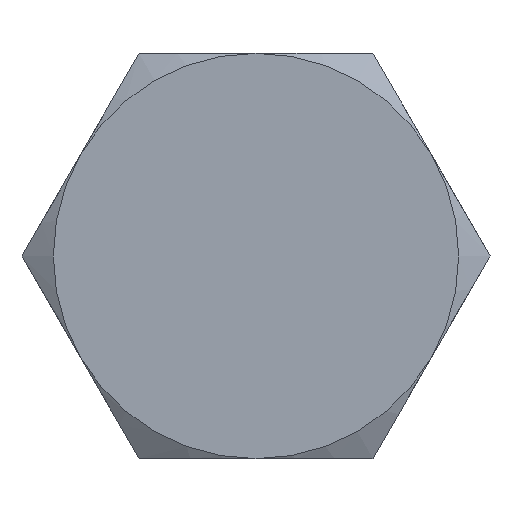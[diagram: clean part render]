
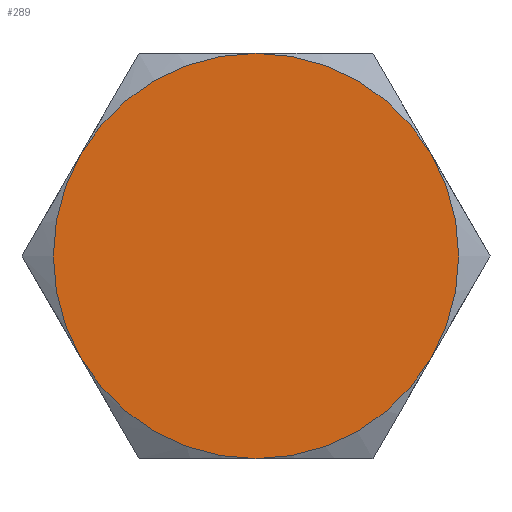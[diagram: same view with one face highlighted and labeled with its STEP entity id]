
A CAD part, left-side view. The second image highlights one B-rep face of the part: STEP entity #289.
In plain terms, the highlighted planar face has unit normal (-1, 0, 0).
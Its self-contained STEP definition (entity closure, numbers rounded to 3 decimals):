
#3 = VERTEX_POINT ( 'NONE', #713 ) ;
#10 = CIRCLE ( 'NONE', #404, 8.5 ) ;
#18 = CIRCLE ( 'NONE', #704, 8.5 ) ;
#23 = ORIENTED_EDGE ( 'NONE', *, *, #320, .F. ) ;
#32 = CARTESIAN_POINT ( 'NONE',  ( 0., 0., 0. ) ) ;
#39 = CARTESIAN_POINT ( 'NONE',  ( 0., -7.361, 4.25 ) ) ;
#65 = CARTESIAN_POINT ( 'NONE',  ( 0., 7.361, -4.25 ) ) ;
#79 = AXIS2_PLACEMENT_3D ( 'NONE', #209, #301, #369 ) ;
#82 = CARTESIAN_POINT ( 'NONE',  ( 0., 0., 0. ) ) ;
#102 = DIRECTION ( 'NONE',  ( 1., 0., 0. ) ) ;
#117 = EDGE_CURVE ( 'NONE', #374, #251, #611, .T. ) ;
#156 = PLANE ( 'NONE',  #79 ) ;
#163 = AXIS2_PLACEMENT_3D ( 'NONE', #645, #702, #217 ) ;
#165 = DIRECTION ( 'NONE',  ( 0., 0., -1. ) ) ;
#170 = ORIENTED_EDGE ( 'NONE', *, *, #205, .F. ) ;
#173 = CARTESIAN_POINT ( 'NONE',  ( 0., 0., 0. ) ) ;
#205 = EDGE_CURVE ( 'NONE', #326, #496, #567, .T. ) ;
#209 = CARTESIAN_POINT ( 'NONE',  ( 0., 9.815, 0. ) ) ;
#214 = DIRECTION ( 'NONE',  ( 1., 0., 0. ) ) ;
#217 = DIRECTION ( 'NONE',  ( 0., 0., 1. ) ) ;
#221 = DIRECTION ( 'NONE',  ( 1., 0., 0. ) ) ;
#234 = EDGE_LOOP ( 'NONE', ( #170, #775, #417, #23, #761, #733 ) ) ;
#251 = VERTEX_POINT ( 'NONE', #263 ) ;
#263 = CARTESIAN_POINT ( 'NONE',  ( 0., -7.361, -4.25 ) ) ;
#264 = CARTESIAN_POINT ( 'NONE',  ( 0., 7.361, 4.25 ) ) ;
#289 = ADVANCED_FACE ( 'NONE', ( #671 ), #156, .F. ) ;
#301 = DIRECTION ( 'NONE',  ( 1., 0., 0. ) ) ;
#320 = EDGE_CURVE ( 'NONE', #3, #374, #10, .T. ) ;
#324 = CARTESIAN_POINT ( 'NONE',  ( 0., 0., -8.5 ) ) ;
#326 = VERTEX_POINT ( 'NONE', #324 ) ;
#335 = EDGE_CURVE ( 'NONE', #251, #326, #341, .T. ) ;
#341 = CIRCLE ( 'NONE', #383, 8.5 ) ;
#369 = DIRECTION ( 'NONE',  ( 0., 0., -1. ) ) ;
#374 = VERTEX_POINT ( 'NONE', #39 ) ;
#383 = AXIS2_PLACEMENT_3D ( 'NONE', #82, #214, #578 ) ;
#404 = AXIS2_PLACEMENT_3D ( 'NONE', #412, #703, #766 ) ;
#412 = CARTESIAN_POINT ( 'NONE',  ( 0., 0., 0. ) ) ;
#417 = ORIENTED_EDGE ( 'NONE', *, *, #117, .F. ) ;
#455 = AXIS2_PLACEMENT_3D ( 'NONE', #173, #739, #602 ) ;
#496 = VERTEX_POINT ( 'NONE', #65 ) ;
#534 = CARTESIAN_POINT ( 'NONE',  ( 0., 0., 0. ) ) ;
#567 = CIRCLE ( 'NONE', #607, 8.5 ) ;
#578 = DIRECTION ( 'NONE',  ( 0., 0., -1. ) ) ;
#588 = EDGE_CURVE ( 'NONE', #3, #625, #789, .T. ) ;
#594 = EDGE_CURVE ( 'NONE', #496, #625, #18, .T. ) ;
#602 = DIRECTION ( 'NONE',  ( 0., 0., -1. ) ) ;
#607 = AXIS2_PLACEMENT_3D ( 'NONE', #32, #102, #165 ) ;
#611 = CIRCLE ( 'NONE', #455, 8.5 ) ;
#625 = VERTEX_POINT ( 'NONE', #264 ) ;
#645 = CARTESIAN_POINT ( 'NONE',  ( 0., 0., 0. ) ) ;
#671 = FACE_OUTER_BOUND ( 'NONE', #234, .T. ) ;
#702 = DIRECTION ( 'NONE',  ( -1., 0., 0. ) ) ;
#703 = DIRECTION ( 'NONE',  ( 1., 0., 0. ) ) ;
#704 = AXIS2_PLACEMENT_3D ( 'NONE', #534, #221, #777 ) ;
#713 = CARTESIAN_POINT ( 'NONE',  ( 0., 0., 8.5 ) ) ;
#733 = ORIENTED_EDGE ( 'NONE', *, *, #594, .F. ) ;
#739 = DIRECTION ( 'NONE',  ( 1., 0., 0. ) ) ;
#761 = ORIENTED_EDGE ( 'NONE', *, *, #588, .T. ) ;
#766 = DIRECTION ( 'NONE',  ( 0., 0., -1. ) ) ;
#775 = ORIENTED_EDGE ( 'NONE', *, *, #335, .F. ) ;
#777 = DIRECTION ( 'NONE',  ( 0., 0., -1. ) ) ;
#789 = CIRCLE ( 'NONE', #163, 8.5 ) ;
